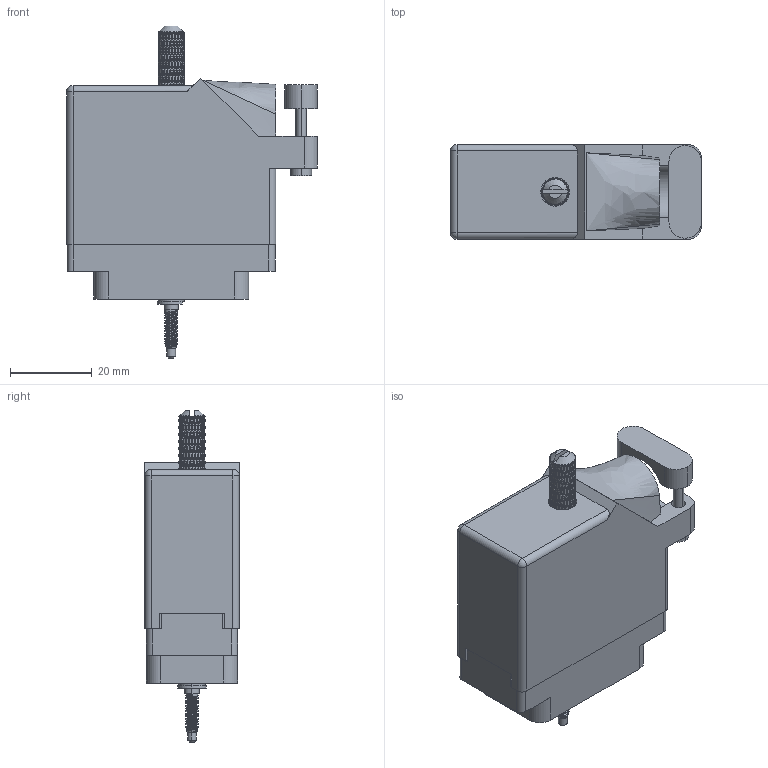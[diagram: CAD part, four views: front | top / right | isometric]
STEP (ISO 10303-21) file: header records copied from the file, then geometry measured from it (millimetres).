
FILE_DESCRIPTION (( 'STEP AP203' ), '1' );
FILE_NAME ('516-038-501-125.STEP', '2020-09-07T03:35:49', ( '' ), ( '' ), 'SwSTEP 2.0', 'SolidWorks 2020', '' );
FILE_SCHEMA (( 'CONFIG_CONTROL_DESIGN' ));
Products named in the file (9): 516-038-501-125; Actuating Screw Assy 038-056; 516-292-001_501 Contact; 516-250-038-111; 516 Plug Insulator_038; 516-251-035-100; 516-230-001_Plastic - 038 Side Entry; 516-253-035-100; 516-253-138-107
Assembly tree (46 placements, depth 3):
  516-038-501-125
    516 Plug Insulator_038
    516-292-001_501 Contact  x38
    516-230-001_Plastic - 038 Side Entry
    Actuating Screw Assy 038-056
      516-251-035-100
      516-253-035-100  x2
      516-253-138-107
      516-250-038-111
Bounding box: 61.21 x 23.11 x 81.03 mm (x, y, z)
Volume: 22820 mm3; surface area: 34590.3 mm2
Topology: 45 solids, 45 shells, 5093 faces, 13692 edges, 8712 vertices
Faces by surface type: plane 2312, cylinder 1522, bspline 1237, cone 20, sphere 2
Entity records: 102814 total; most frequent: CARTESIAN_POINT 54594, ORIENTED_EDGE 11964, DIRECTION 7122, EDGE_CURVE 5982, VERTEX_POINT 3598, EDGE_LOOP 2550, FACE_OUTER_BOUND 2423, ADVANCED_FACE 2423
